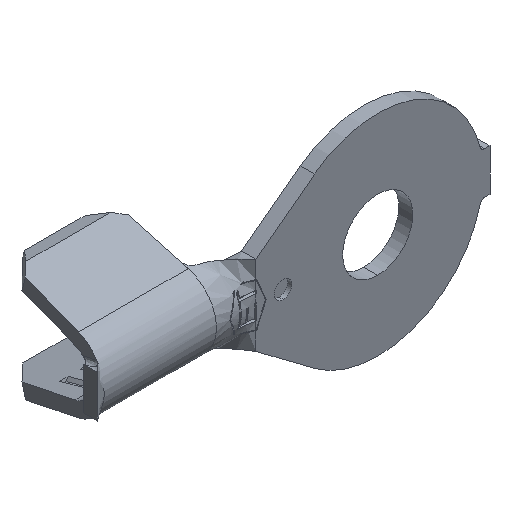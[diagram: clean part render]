
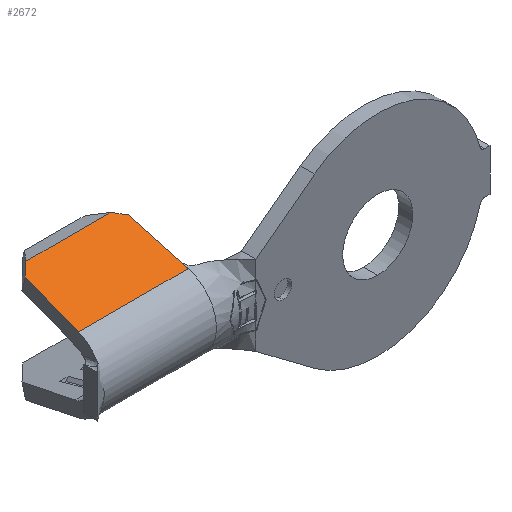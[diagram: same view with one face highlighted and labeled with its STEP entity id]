
A CAD part, isometric view. The second image highlights one B-rep face of the part: STEP entity #2672.
In plain terms, the highlighted planar face has unit normal (0, -0.266, 0.964).
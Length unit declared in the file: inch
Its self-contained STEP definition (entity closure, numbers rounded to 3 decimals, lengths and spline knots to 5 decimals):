
#48 = EDGE_CURVE ( 'NONE', #66, #4251, #1246, .T. ) ;
#66 = VERTEX_POINT ( 'NONE', #462 ) ;
#70 = EDGE_CURVE ( 'NONE', #2946, #4251, #2030, .T. ) ;
#84 = CARTESIAN_POINT ( 'NONE',  ( -0.39, 0.13798, 0.08 ) ) ;
#246 = CARTESIAN_POINT ( 'NONE',  ( -0.3865, 0.04006, 0.05293 ) ) ;
#255 = CARTESIAN_POINT ( 'NONE',  ( -0.37923, 0.12309, 0.07589 ) ) ;
#256 = DIRECTION ( 'NONE',  ( 0.084, 0.96, 0.265 ) ) ;
#277 = CARTESIAN_POINT ( 'NONE',  ( -0.23, 0.05284, 0.05647 ) ) ;
#449 = DIRECTION ( 'NONE',  ( 1., 0., 0. ) ) ;
#462 = CARTESIAN_POINT ( 'NONE',  ( -0.38647, 0.04035, 0.05301 ) ) ;
#633 = CARTESIAN_POINT ( 'NONE',  ( -0.42754, 0.07654, 0.06302 ) ) ;
#690 = DIRECTION ( 'NONE',  ( -0.707, -0.681, -0.188 ) ) ;
#867 = DIRECTION ( 'NONE',  ( 0., 0.964, 0.266 ) ) ;
#954 = CARTESIAN_POINT ( 'NONE',  ( -0.23, 0.05287, 0.05647 ) ) ;
#969 = DIRECTION ( 'NONE',  ( 1., 0., 0. ) ) ;
#1014 = PLANE ( 'NONE',  #1140 ) ;
#1039 = VECTOR ( 'NONE', #3022, 39.37008 ) ;
#1140 = AXIS2_PLACEMENT_3D ( 'NONE', #2654, #2009, #3321 ) ;
#1246 = LINE ( 'NONE', #246, #2885 ) ;
#1308 = VERTEX_POINT ( 'NONE', #2467 ) ;
#1309 = EDGE_CURVE ( 'NONE', #66, #1308, #2094, .T. ) ;
#1318 = CARTESIAN_POINT ( 'NONE',  ( -0.23, 0.05285, 0.05647 ) ) ;
#1376 = VERTEX_POINT ( 'NONE', #954 ) ;
#1479 = CARTESIAN_POINT ( 'NONE',  ( -0.36379, 0.13798, 0.08 ) ) ;
#1629 = EDGE_LOOP ( 'NONE', ( #3038, #4343, #2585, #4182, #3311, #3421, #1878, #1980 ) ) ;
#1676 = CARTESIAN_POINT ( 'NONE',  ( -0.23, 0.05287, 0.05647 ) ) ;
#1685 = VECTOR ( 'NONE', #449, 39.37008 ) ;
#1738 = CARTESIAN_POINT ( 'NONE',  ( -0.23, 0.04035, 0.05301 ) ) ;
#1844 = EDGE_CURVE ( 'NONE', #1957, #2491, #3624, .T. ) ;
#1878 = ORIENTED_EDGE ( 'NONE', *, *, #4033, .T. ) ;
#1882 = VECTOR ( 'NONE', #2072, 39.37008 ) ;
#1908 = CARTESIAN_POINT ( 'NONE',  ( -0.24268, 0.13798, 0.08 ) ) ;
#1920 = EDGE_CURVE ( 'NONE', #2946, #2491, #4185, .T. ) ;
#1957 = VERTEX_POINT ( 'NONE', #2812 ) ;
#1980 = ORIENTED_EDGE ( 'NONE', *, *, #2653, .T. ) ;
#2009 = DIRECTION ( 'NONE',  ( 0., -0.266, 0.964 ) ) ;
#2030 = LINE ( 'NONE', #633, #2785 ) ;
#2072 = DIRECTION ( 'NONE',  ( -0.707, 0.682, 0.188 ) ) ;
#2094 = LINE ( 'NONE', #2538, #3627 ) ;
#2108 = LINE ( 'NONE', #3193, #2861 ) ;
#2467 = CARTESIAN_POINT ( 'NONE',  ( -0.23, 0.04035, 0.05301 ) ) ;
#2491 = VERTEX_POINT ( 'NONE', #1908 ) ;
#2538 = CARTESIAN_POINT ( 'NONE',  ( -0.39, 0.04035, 0.05301 ) ) ;
#2585 = ORIENTED_EDGE ( 'NONE', *, *, #1920, .F. ) ;
#2653 = EDGE_CURVE ( 'NONE', #3434, #1376, #3294, .T. ) ;
#2654 = CARTESIAN_POINT ( 'NONE',  ( -0.39, 0.04035, 0.05301 ) ) ;
#2672 = ADVANCED_FACE ( 'NONE', ( #2998 ), #1014, .T. ) ;
#2727 = CARTESIAN_POINT ( 'NONE',  ( -0.26569, 0.16016, 0.08613 ) ) ;
#2770 = EDGE_CURVE ( 'NONE', #1957, #1376, #3668, .T. ) ;
#2785 = VECTOR ( 'NONE', #690, 39.37008 ) ;
#2812 = CARTESIAN_POINT ( 'NONE',  ( -0.23, 0.12576, 0.07662 ) ) ;
#2861 = VECTOR ( 'NONE', #867, 39.37008 ) ;
#2885 = VECTOR ( 'NONE', #256, 39.37008 ) ;
#2946 = VERTEX_POINT ( 'NONE', #1479 ) ;
#2998 = FACE_OUTER_BOUND ( 'NONE', #1629, .T. ) ;
#3022 = DIRECTION ( 'NONE',  ( 0., -0.964, -0.266 ) ) ;
#3038 = ORIENTED_EDGE ( 'NONE', *, *, #2770, .F. ) ;
#3193 = CARTESIAN_POINT ( 'NONE',  ( -0.23, 0.04035, 0.05301 ) ) ;
#3294 = B_SPLINE_CURVE_WITH_KNOTS ( 'NONE', 3,
 ( #277, #1318, #3633, #1676 ),
 .UNSPECIFIED., .F., .F.,
 ( 4, 4 ),
 ( 0., 0. ),
 .UNSPECIFIED. ) ;
#3311 = ORIENTED_EDGE ( 'NONE', *, *, #48, .F. ) ;
#3321 = DIRECTION ( 'NONE',  ( 0., -0.964, -0.266 ) ) ;
#3421 = ORIENTED_EDGE ( 'NONE', *, *, #1309, .T. ) ;
#3434 = VERTEX_POINT ( 'NONE', #3843 ) ;
#3624 = LINE ( 'NONE', #2727, #1882 ) ;
#3627 = VECTOR ( 'NONE', #969, 39.37008 ) ;
#3633 = CARTESIAN_POINT ( 'NONE',  ( -0.23, 0.05286, 0.05647 ) ) ;
#3668 = LINE ( 'NONE', #1738, #1039 ) ;
#3843 = CARTESIAN_POINT ( 'NONE',  ( -0.23, 0.05284, 0.05647 ) ) ;
#4033 = EDGE_CURVE ( 'NONE', #1308, #3434, #2108, .T. ) ;
#4182 = ORIENTED_EDGE ( 'NONE', *, *, #70, .T. ) ;
#4185 = LINE ( 'NONE', #84, #1685 ) ;
#4251 = VERTEX_POINT ( 'NONE', #255 ) ;
#4343 = ORIENTED_EDGE ( 'NONE', *, *, #1844, .T. ) ;
